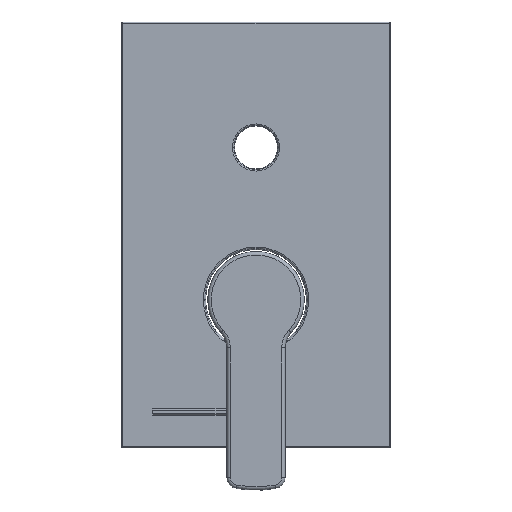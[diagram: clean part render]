
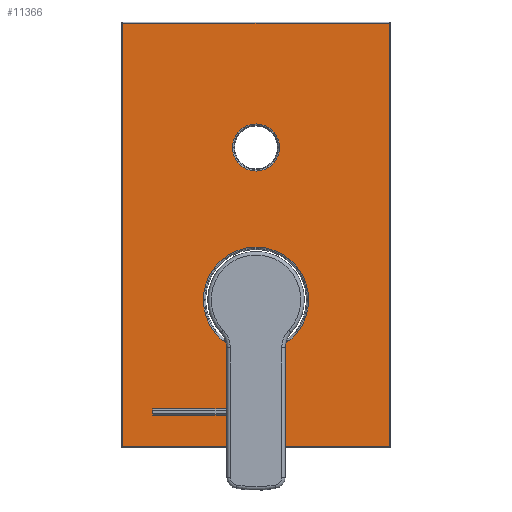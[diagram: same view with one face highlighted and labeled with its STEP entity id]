
A CAD part, top view. The second image highlights one B-rep face of the part: STEP entity #11366.
In plain terms, the highlighted face is planar.
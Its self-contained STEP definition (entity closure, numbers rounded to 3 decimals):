
#10587=DIRECTION('',(-1.,0.,0.));
#10588=VECTOR('',#10587,119.);
#10589=CARTESIAN_POINT('',(59.5,8.,-94.5));
#10590=LINE('',#10589,#10588);
#10594=DIRECTION('',(0.,0.,-1.));
#10595=VECTOR('',#10594,189.);
#10596=CARTESIAN_POINT('',(59.5,8.,94.5));
#10597=LINE('',#10596,#10595);
#10601=DIRECTION('',(1.,0.,0.));
#10602=VECTOR('',#10601,119.);
#10603=CARTESIAN_POINT('',(-59.5,8.,94.5));
#10604=LINE('',#10603,#10602);
#10608=DIRECTION('',(0.,0.,1.));
#10609=VECTOR('',#10608,189.);
#10610=CARTESIAN_POINT('',(-59.5,8.,-94.5));
#10611=LINE('',#10610,#10609);
#10615=CARTESIAN_POINT('',(0.,8.,29.));
#10616=DIRECTION('',(0.,-1.,0.));
#10617=DIRECTION('',(1.,0.,0.));
#10618=AXIS2_PLACEMENT_3D('',#10615,#10616,#10617);
#10623=CARTESIAN_POINT('',(0.,8.,29.));
#10624=DIRECTION('',(0.,-1.,0.));
#10625=DIRECTION('',(-1.,0.,0.));
#10626=AXIS2_PLACEMENT_3D('',#10623,#10624,#10625);
#10631=CARTESIAN_POINT('',(0.,8.,-39.));
#10632=DIRECTION('',(0.,-1.,0.));
#10633=DIRECTION('',(-1.,0.,0.));
#10634=AXIS2_PLACEMENT_3D('',#10631,#10632,#10633);
#10639=CARTESIAN_POINT('',(0.,8.,-39.));
#10640=DIRECTION('',(0.,-1.,0.));
#10641=DIRECTION('',(1.,0.,0.));
#10642=AXIS2_PLACEMENT_3D('',#10639,#10640,#10641);
#11010=CARTESIAN_POINT('',(59.5,8.,-94.5));
#11011=CARTESIAN_POINT('',(-59.5,8.,-94.5));
#11012=VERTEX_POINT('',#11010);
#11013=VERTEX_POINT('',#11011);
#11018=CARTESIAN_POINT('',(-59.5,8.,94.5));
#11019=VERTEX_POINT('',#11018);
#11024=CARTESIAN_POINT('',(59.5,8.,94.5));
#11025=VERTEX_POINT('',#11024);
#11030=CARTESIAN_POINT('',(23.5,8.,29.));
#11031=CARTESIAN_POINT('',(-23.5,8.,29.));
#11032=VERTEX_POINT('',#11030);
#11033=VERTEX_POINT('',#11031);
#11038=CARTESIAN_POINT('',(-10.5,8.,-39.));
#11039=CARTESIAN_POINT('',(10.5,8.,-39.));
#11040=VERTEX_POINT('',#11038);
#11041=VERTEX_POINT('',#11039);
#11340=CARTESIAN_POINT('',(0.,8.,0.));
#11341=DIRECTION('',(0.,1.,0.));
#11342=DIRECTION('',(1.,0.,0.));
#11343=AXIS2_PLACEMENT_3D('',#11340,#11341,#11342);
#11344=PLANE('',#11343);
#11346=ORIENTED_EDGE('',*,*,#11345,.F.);
#11348=ORIENTED_EDGE('',*,*,#11347,.F.);
#11350=ORIENTED_EDGE('',*,*,#11349,.F.);
#11352=ORIENTED_EDGE('',*,*,#11351,.F.);
#11353=EDGE_LOOP('',(#11346,#11348,#11350,#11352));
#11354=FACE_OUTER_BOUND('',#11353,.F.);
#11356=ORIENTED_EDGE('',*,*,#11355,.F.);
#11358=ORIENTED_EDGE('',*,*,#11357,.F.);
#11359=EDGE_LOOP('',(#11356,#11358));
#11360=FACE_BOUND('',#11359,.F.);
#11361=ORIENTED_EDGE('',*,*,#11330,.F.);
#11363=ORIENTED_EDGE('',*,*,#11362,.F.);
#11364=EDGE_LOOP('',(#11361,#11363));
#11365=FACE_BOUND('',#11364,.F.);
#11366=ADVANCED_FACE('',(#11354,#11360,#11365),#11344,.T.);
#10619=CIRCLE('',#10618,23.5);
#10627=CIRCLE('',#10626,23.5);
#10635=CIRCLE('',#10634,10.5);
#10643=CIRCLE('',#10642,10.5);
#11330=EDGE_CURVE('',#11040,#11041,#10635,.T.);
#11345=EDGE_CURVE('',#11012,#11013,#10590,.T.);
#11347=EDGE_CURVE('',#11025,#11012,#10597,.T.);
#11349=EDGE_CURVE('',#11019,#11025,#10604,.T.);
#11351=EDGE_CURVE('',#11013,#11019,#10611,.T.);
#11355=EDGE_CURVE('',#11032,#11033,#10619,.T.);
#11357=EDGE_CURVE('',#11033,#11032,#10627,.T.);
#11362=EDGE_CURVE('',#11041,#11040,#10643,.T.);
